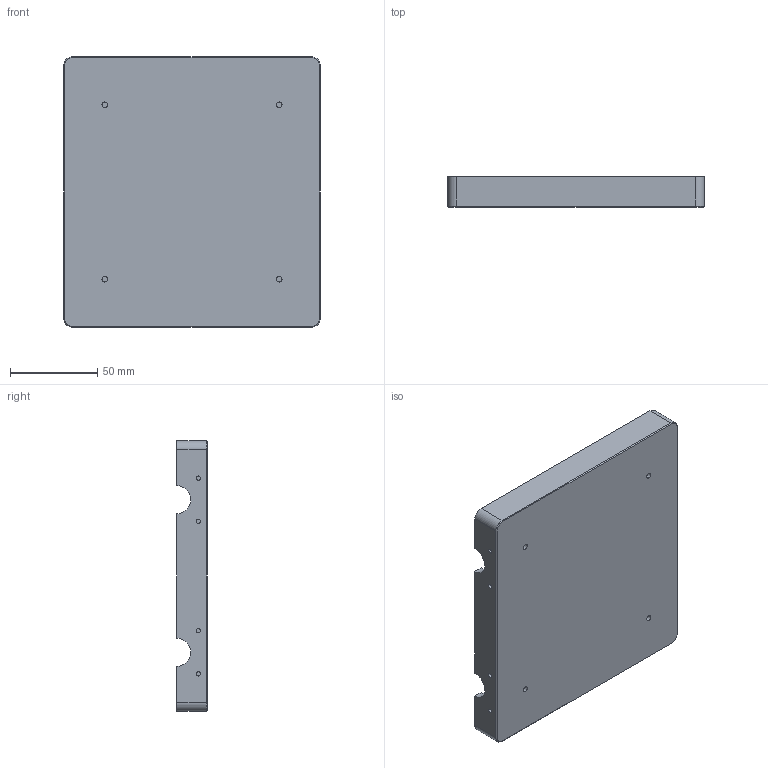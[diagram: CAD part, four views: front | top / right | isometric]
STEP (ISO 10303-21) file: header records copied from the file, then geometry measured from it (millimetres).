
FILE_DESCRIPTION(/* description */ (''),/* implementation_level */ '2;1');
FILE_NAME(/* name */ 'Box.stp',/* time_stamp */ '2025-02-04T12:11:57+01:00',/* author */ ('Carsten Grøn'),/* organization */ (''),/* preprocessor_version */ 'ST-DEVELOPER v18',/* originating_system */ 'Autodesk Inventor 2020',/* authorisation */ '');
FILE_SCHEMA (('CONFIG_CONTROL_DESIGN'));
Length unit declared in the file: millimetre
Products named in the file (1): Box
Bounding box: 147 x 17.5 x 155 mm (x, y, z)
Volume: 186018.7 mm3; surface area: 63692.4 mm2
Topology: 1 solids, 1 shells, 90 faces, 228 edges, 168 vertices
Faces by surface type: plane 46, cylinder 40, cone 4
Full cylindrical faces by diameter (mm): 2.459 x24, 3.242 x4
Entity records: 2897 total; most frequent: DIRECTION 550, CARTESIAN_POINT 487, ORIENTED_EDGE 456, AXIS2_PLACEMENT_3D 231, EDGE_CURVE 228, VERTEX_POINT 168, CIRCLE 140, EDGE_LOOP 118
